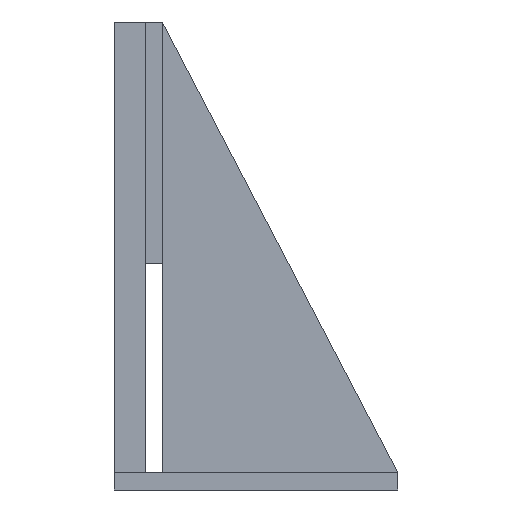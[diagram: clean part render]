
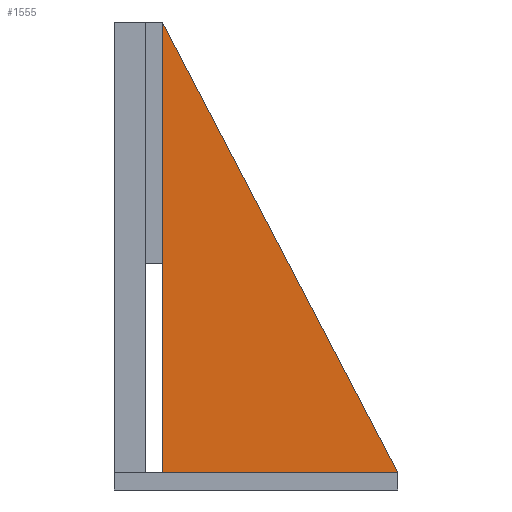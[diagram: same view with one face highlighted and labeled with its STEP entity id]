
A CAD part, left-side view. The second image highlights one B-rep face of the part: STEP entity #1555.
In plain terms, the highlighted face is planar.
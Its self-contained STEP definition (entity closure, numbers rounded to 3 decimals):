
#20 = LINE ( 'NONE', #589, #956 ) ;
#46 = FACE_OUTER_BOUND ( 'NONE', #371, .T. ) ;
#123 = EDGE_CURVE ( 'NONE', #900, #797, #1187, .T. ) ;
#209 = CARTESIAN_POINT ( 'NONE',  ( 0., 0., 18. ) ) ;
#366 = DIRECTION ( 'NONE',  ( 0., -1., 0. ) ) ;
#371 = EDGE_LOOP ( 'NONE', ( #712, #423, #1477 ) ) ;
#423 = ORIENTED_EDGE ( 'NONE', *, *, #1091, .T. ) ;
#589 = CARTESIAN_POINT ( 'NONE',  ( 249., 0., 18. ) ) ;
#712 = ORIENTED_EDGE ( 'NONE', *, *, #1131, .T. ) ;
#797 = VERTEX_POINT ( 'NONE', #1138 ) ;
#833 = CARTESIAN_POINT ( 'NONE',  ( 0., 0., 18. ) ) ;
#900 = VERTEX_POINT ( 'NONE', #2649 ) ;
#956 = VECTOR ( 'NONE', #2274, 1000. ) ;
#1091 = EDGE_CURVE ( 'NONE', #1516, #900, #1343, .T. ) ;
#1131 = EDGE_CURVE ( 'NONE', #797, #1516, #20, .T. ) ;
#1138 = CARTESIAN_POINT ( 'NONE',  ( 249., 0., 18. ) ) ;
#1187 = LINE ( 'NONE', #209, #2368 ) ;
#1230 = CARTESIAN_POINT ( 'NONE',  ( 0., 477., 18. ) ) ;
#1343 = LINE ( 'NONE', #1230, #2693 ) ;
#1437 = DIRECTION ( 'NONE',  ( -1., 0., 0. ) ) ;
#1477 = ORIENTED_EDGE ( 'NONE', *, *, #123, .T. ) ;
#1516 = VERTEX_POINT ( 'NONE', #2038 ) ;
#1555 = ADVANCED_FACE ( 'NONE', ( #46 ), #2685, .F. ) ;
#1635 = DIRECTION ( 'NONE',  ( 0., 0., -1. ) ) ;
#1655 = DIRECTION ( 'NONE',  ( 1., 0., 0. ) ) ;
#1963 = AXIS2_PLACEMENT_3D ( 'NONE', #833, #1635, #1437 ) ;
#2038 = CARTESIAN_POINT ( 'NONE',  ( 0., 477., 18. ) ) ;
#2274 = DIRECTION ( 'NONE',  ( -0.463, 0.886, 0. ) ) ;
#2368 = VECTOR ( 'NONE', #1655, 1000. ) ;
#2649 = CARTESIAN_POINT ( 'NONE',  ( 0., 0., 18. ) ) ;
#2685 = PLANE ( 'NONE',  #1963 ) ;
#2693 = VECTOR ( 'NONE', #366, 1000. ) ;
